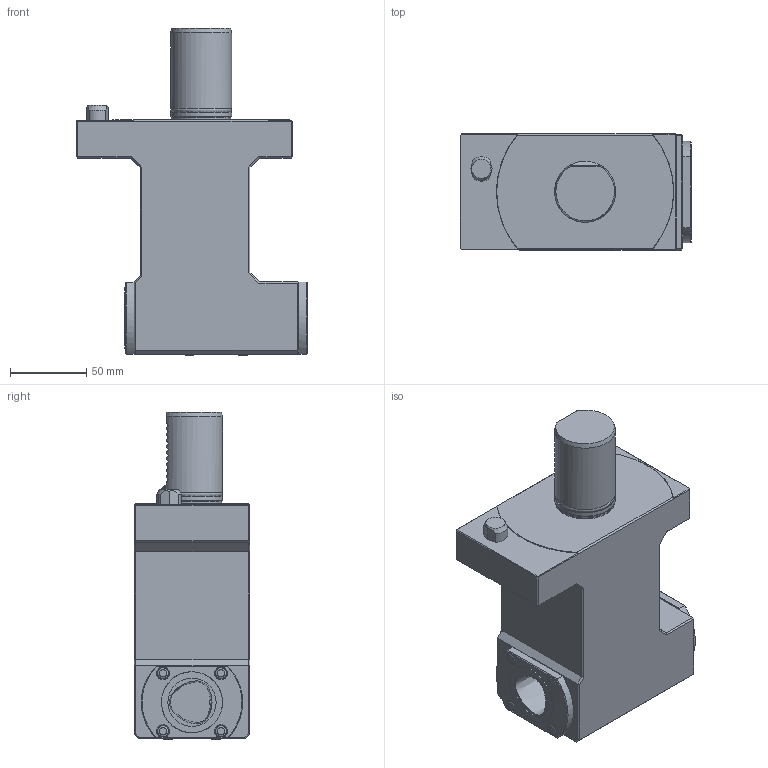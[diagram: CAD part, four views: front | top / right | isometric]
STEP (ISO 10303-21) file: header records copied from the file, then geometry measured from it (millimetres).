
FILE_DESCRIPTION(/* description */ (''),/* implementation_level */ '2;1');
FILE_NAME(/* name */ '1617617734348.stp',/* time_stamp */ '2021-04-05T12:15:42+02:00',/* author */ (''),/* organization */ ('SMS'),/* preprocessor_version */ 'ST-DEVELOPER v16.7',/* originating_system */ 'SIEMENS PLM Software NX 12.0',/* authorisation */ '');
FILE_SCHEMA (('AUTOMOTIVE_DESIGN { 1 0 10303 214 3 1 1 1 }'));
Length unit declared in the file: millimetre
Products named in the file (1): 203459223mod000_00
Bounding box: 152 x 76 x 214.5 mm (x, y, z)
Volume: 1187777.5 mm3; surface area: 93388.4 mm2
Topology: 1 solids, 1 shells, 213 faces, 491 edges, 300 vertices
Faces by surface type: plane 145, cylinder 27, bspline 15, cone 14, sphere 10, torus 2
Full cylindrical faces by diameter (mm): 2.5 x2, 5.7 x2, 7.2 x2, 31.6 x2, 36.5 x2, 39 x1, 40 x2
Entity records: 7246 total; most frequent: CARTESIAN_POINT 2908, DIRECTION 845, ORIENTED_EDGE 834, EDGE_CURVE 417, AXIS2_PLACEMENT_3D 297, VERTEX_POINT 277, EDGE_LOOP 264, LINE 251
